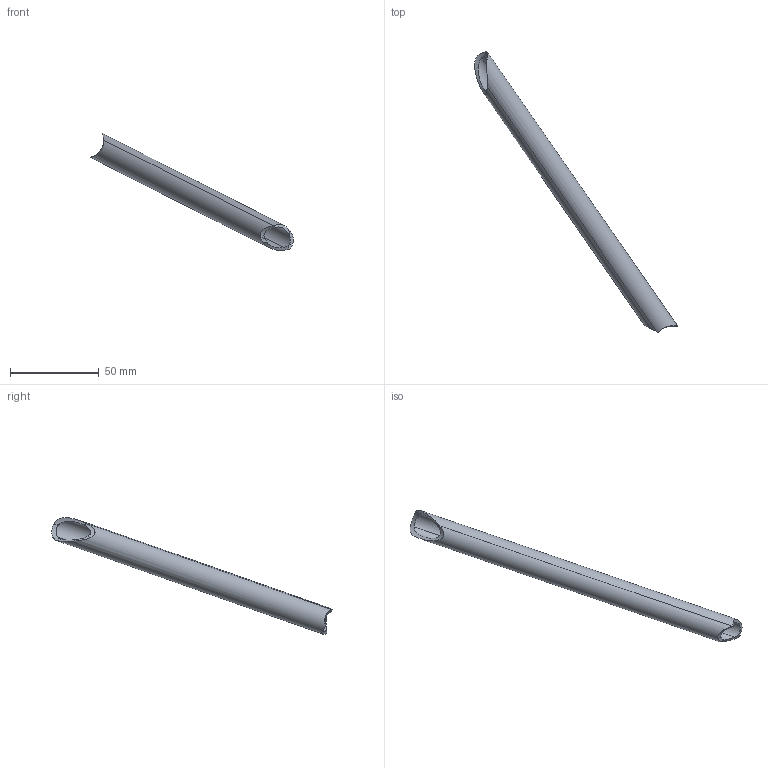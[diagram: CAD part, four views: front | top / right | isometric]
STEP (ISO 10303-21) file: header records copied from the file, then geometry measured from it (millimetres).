
FILE_DESCRIPTION(('STEP AP214'),'1');
FILE_NAME('64.stp','2018-02-08T14:36:40',(' '),(' '),'Spatial InterOp 3D',' ',' ');
FILE_SCHEMA(('automotive_design'));
Length unit declared in the file: metre
Products named in the file (1): Corps1
Bounding box: 114.23 x 158.05 x 65.73 mm (x, y, z)
Volume: 11606.5 mm3; surface area: 15685 mm2
Topology: 1 solids, 1 shells, 12 faces, 37 edges, 25 vertices
Faces by surface type: cylinder 9, bspline 3
Entity records: 1233 total; most frequent: CARTESIAN_POINT 840, ORIENTED_EDGE 74, EDGE_CURVE 37, DIRECTION 31, B_SPLINE_CURVE_WITH_KNOTS 28, VERTEX_POINT 25, STYLED_ITEM 13, PRESENTATION_STYLE_ASSIGNMENT 13
